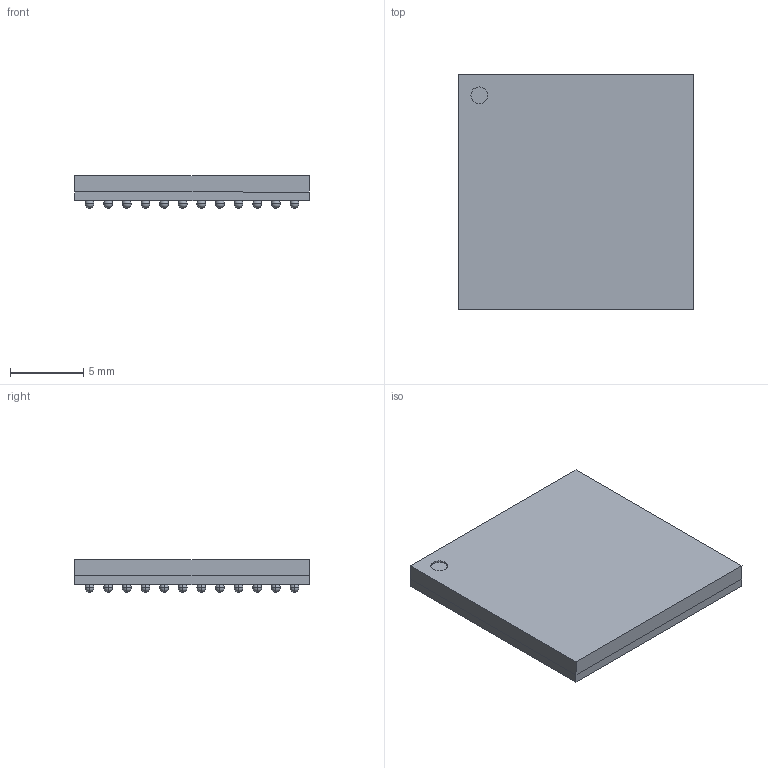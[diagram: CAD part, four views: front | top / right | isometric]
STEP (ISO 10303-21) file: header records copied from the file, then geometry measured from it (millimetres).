
FILE_DESCRIPTION (( 'STEP AP214' ), '1' );
FILE_NAME ('BGA144 16x16x1,6 (1,27).STEP', '2024-05-28T20:45:17', ( '' ), ( '' ), 'SwSTEP 2.0', 'SolidWorks 2019', '' );
FILE_SCHEMA (( 'AUTOMOTIVE_DESIGN' ));
Length unit declared in the file: millimetre
Products named in the file (1): BGA144 16x16x1,6 (1,27)
Bounding box: 16 x 16 x 2.2 mm (x, y, z)
Volume: 450.2 mm3; surface area: 1246.3 mm2
Topology: 2 solids, 2 shells, 616 faces, 1533 edges, 782 vertices
Faces by surface type: sphere 576, plane 38, cylinder 2
Entity records: 15617 total; most frequent: DIRECTION 3347, CARTESIAN_POINT 2356, ORIENTED_EDGE 2202, AXIS2_PLACEMENT_3D 1629, EDGE_CURVE 1101, CIRCLE 1012, EDGE_LOOP 765, VERTEX_POINT 638
